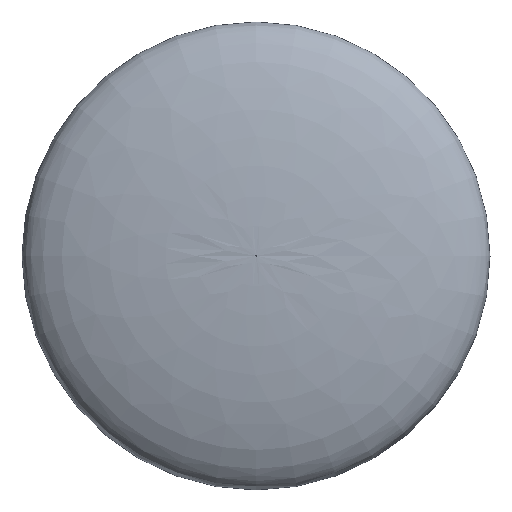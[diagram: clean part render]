
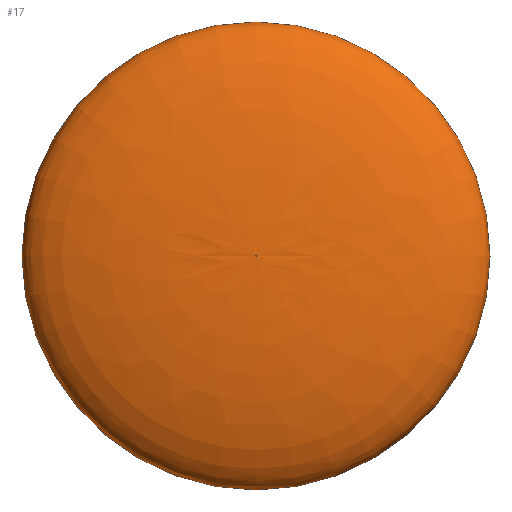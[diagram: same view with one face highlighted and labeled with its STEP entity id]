
A CAD part, top view. The second image highlights one B-rep face of the part: STEP entity #17.
In plain terms, the highlighted face is a revolution surface.
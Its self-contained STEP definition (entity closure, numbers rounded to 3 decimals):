
#17 = ADVANCED_FACE('',(#18),#49,.T.);
#18 = FACE_BOUND('',#19,.T.);
#19 = EDGE_LOOP('',(#20,#29,#41,#48));
#20 = ORIENTED_EDGE('',*,*,#21,.T.);
#21 = EDGE_CURVE('',#22,#22,#24,.T.);
#22 = VERTEX_POINT('',#23);
#23 = CARTESIAN_POINT('',(200.,0.,0.));
#24 = CIRCLE('',#25,200.);
#25 = AXIS2_PLACEMENT_3D('',#26,#27,#28);
#26 = CARTESIAN_POINT('',(0.,0.,0.));
#27 = DIRECTION('',(0.,0.,1.));
#28 = DIRECTION('',(1.,0.,0.));
#29 = ORIENTED_EDGE('',*,*,#30,.T.);
#30 = EDGE_CURVE('',#22,#31,#33,.T.);
#31 = VERTEX_POINT('',#32);
#32 = CARTESIAN_POINT('',(0.144,0.,50.));
#33 = ( BOUNDED_CURVE() B_SPLINE_CURVE(6,(#34,#35,#36,#37,#38,#39,#40),
.UNSPECIFIED.,.T.,.F.) B_SPLINE_CURVE_WITH_KNOTS((1,6,6,1),(
    -6.283,0.,6.283,12.566),
.UNSPECIFIED.) CURVE() GEOMETRIC_REPRESENTATION_ITEM() 
RATIONAL_B_SPLINE_CURVE((1.669,1.037,1.038,
    0.854,1.038,1.037,1.669)) 
REPRESENTATION_ITEM('') );
#34 = CARTESIAN_POINT('',(200.,0.,0.));
#35 = CARTESIAN_POINT('',(200.,0.,83.077));
#36 = CARTESIAN_POINT('',(-210.91,0.,95.006));
#37 = CARTESIAN_POINT('',(-549.823,0.,0.));
#38 = CARTESIAN_POINT('',(-210.91,0.,-95.006));
#39 = CARTESIAN_POINT('',(200.,0.,-83.077));
#40 = CARTESIAN_POINT('',(200.,0.,0.));
#41 = ORIENTED_EDGE('',*,*,#42,.F.);
#42 = EDGE_CURVE('',#31,#31,#43,.T.);
#43 = CIRCLE('',#44,0.144);
#44 = AXIS2_PLACEMENT_3D('',#45,#46,#47);
#45 = CARTESIAN_POINT('',(0.,0.,50.));
#46 = DIRECTION('',(0.,0.,1.));
#47 = DIRECTION('',(1.,0.,0.));
#48 = ORIENTED_EDGE('',*,*,#30,.F.);
#49 = SURFACE_OF_REVOLUTION('',#50,#58);
#50 = ( BOUNDED_CURVE() B_SPLINE_CURVE(6,(#51,#52,#53,#54,#55,#56,#57),
.UNSPECIFIED.,.F.,.F.) B_SPLINE_CURVE_WITH_KNOTS((7,7),(0.,
1.571),.PIECEWISE_BEZIER_KNOTS.) CURVE() 
GEOMETRIC_REPRESENTATION_ITEM() RATIONAL_B_SPLINE_CURVE((1.669,
    1.511,1.393,1.301,1.229,
1.171,1.126)) REPRESENTATION_ITEM('') );
#51 = CARTESIAN_POINT('',(200.,0.,0.));
#52 = CARTESIAN_POINT('',(200.,0.,14.25));
#53 = CARTESIAN_POINT('',(180.85,0.,27.622));
#54 = CARTESIAN_POINT('',(146.19,0.,38.596));
#55 = CARTESIAN_POINT('',(100.969,0.,46.199));
#56 = CARTESIAN_POINT('',(50.573,0.,49.991));
#57 = CARTESIAN_POINT('',(0.144,0.,50.));
#58 = AXIS1_PLACEMENT('',#59,#60);
#59 = CARTESIAN_POINT('',(0.,0.,0.));
#60 = DIRECTION('',(0.,0.,1.));
